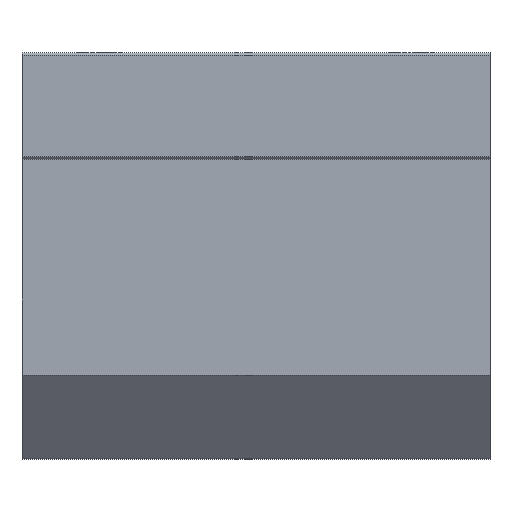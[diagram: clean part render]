
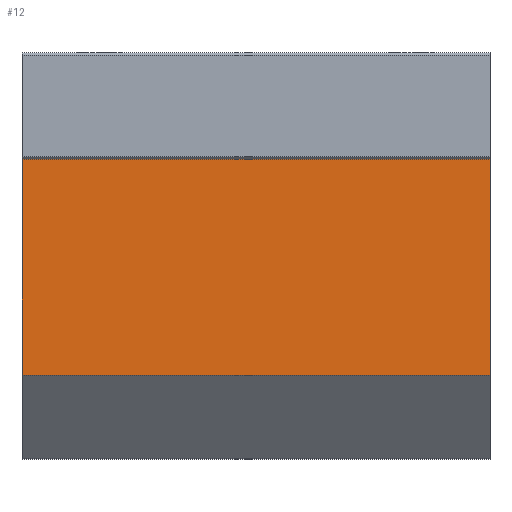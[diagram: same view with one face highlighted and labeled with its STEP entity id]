
A CAD part, top view. The second image highlights one B-rep face of the part: STEP entity #12.
In plain terms, the highlighted planar face has unit normal (0, 0, 1).
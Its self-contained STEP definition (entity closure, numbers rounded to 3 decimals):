
#12 = ADVANCED_FACE ( 'NONE', ( #117 ), #1103, .T. ) ;
#37 = AXIS2_PLACEMENT_3D ( 'NONE', #1109, #1100, #1099 ) ;
#50 = EDGE_CURVE ( 'NONE', #850, #897, #104, .T. ) ;
#103 = VECTOR ( 'NONE', #1089, 1000. ) ;
#104 = LINE ( 'NONE', #1090, #103 ) ;
#117 = FACE_OUTER_BOUND ( 'NONE', #196, .T. ) ;
#196 = EDGE_LOOP ( 'NONE', ( #643, #644, #645, #646 ) ) ;
#218 = VECTOR ( 'NONE', #479, 1000. ) ;
#234 = LINE ( 'NONE', #500, #218 ) ;
#304 = VECTOR ( 'NONE', #923, 1000. ) ;
#305 = LINE ( 'NONE', #925, #304 ) ;
#309 = LINE ( 'NONE', #918, #319 ) ;
#319 = VECTOR ( 'NONE', #917, 1000. ) ;
#427 = EDGE_CURVE ( 'NONE', #897, #801, #305, .T. ) ;
#429 = EDGE_CURVE ( 'NONE', #850, #786, #309, .T. ) ;
#479 = DIRECTION ( 'NONE',  ( 1., 0., 0. ) ) ;
#500 = CARTESIAN_POINT ( 'NONE',  ( -45., -22., 50.5 ) ) ;
#643 = ORIENTED_EDGE ( 'NONE', *, *, #1120, .T. ) ;
#644 = ORIENTED_EDGE ( 'NONE', *, *, #427, .F. ) ;
#645 = ORIENTED_EDGE ( 'NONE', *, *, #50, .F. ) ;
#646 = ORIENTED_EDGE ( 'NONE', *, *, #429, .T. ) ;
#763 = CARTESIAN_POINT ( 'NONE',  ( 45., 19.5, 50.5 ) ) ;
#783 = CARTESIAN_POINT ( 'NONE',  ( -45., 19.5, 50.5 ) ) ;
#786 = VERTEX_POINT ( 'NONE', #807 ) ;
#801 = VERTEX_POINT ( 'NONE', #817 ) ;
#807 = CARTESIAN_POINT ( 'NONE',  ( -45., -22., 50.5 ) ) ;
#817 = CARTESIAN_POINT ( 'NONE',  ( 45., -22., 50.5 ) ) ;
#850 = VERTEX_POINT ( 'NONE', #783 ) ;
#897 = VERTEX_POINT ( 'NONE', #763 ) ;
#917 = DIRECTION ( 'NONE',  ( 0., -1., 0. ) ) ;
#918 = CARTESIAN_POINT ( 'NONE',  ( -45., -22., 50.5 ) ) ;
#923 = DIRECTION ( 'NONE',  ( 0., -1., 0. ) ) ;
#925 = CARTESIAN_POINT ( 'NONE',  ( 45., -22., 50.5 ) ) ;
#1089 = DIRECTION ( 'NONE',  ( 1., 0., 0. ) ) ;
#1090 = CARTESIAN_POINT ( 'NONE',  ( -45., 19.5, 50.5 ) ) ;
#1099 = DIRECTION ( 'NONE',  ( 1., 0., 0. ) ) ;
#1100 = DIRECTION ( 'NONE',  ( 0., 0., 1. ) ) ;
#1103 = PLANE ( 'NONE',  #37 ) ;
#1109 = CARTESIAN_POINT ( 'NONE',  ( -45., -22., 50.5 ) ) ;
#1120 = EDGE_CURVE ( 'NONE', #786, #801, #234, .T. ) ;
